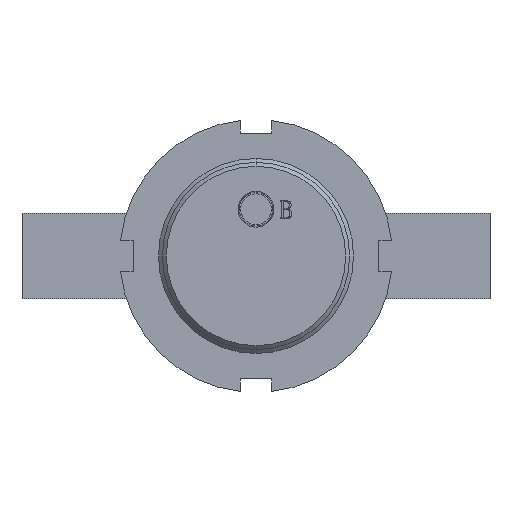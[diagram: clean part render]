
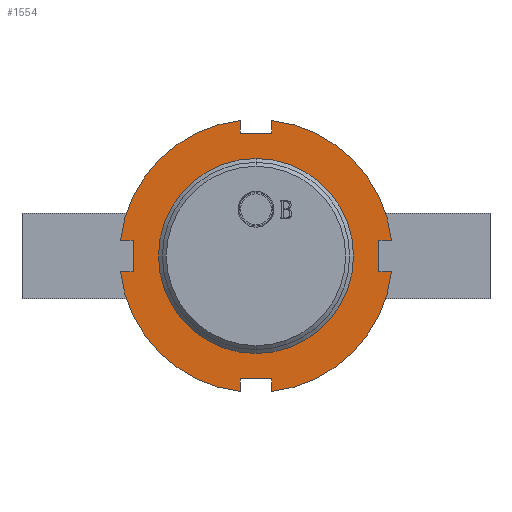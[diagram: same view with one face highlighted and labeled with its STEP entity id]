
A CAD part, front view. The second image highlights one B-rep face of the part: STEP entity #1554.
In plain terms, the highlighted face is planar.
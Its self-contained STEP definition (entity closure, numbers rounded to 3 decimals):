
#416 = CARTESIAN_POINT ( 'NONE',  ( -4., -31.5, 0. ) ) ;
#424 = CARTESIAN_POINT ( 'NONE',  ( 24.25, 0., 0. ) ) ;
#426 = CARTESIAN_POINT ( 'NONE',  ( 4., -34.771, 0. ) ) ;
#431 = CARTESIAN_POINT ( 'NONE',  ( 34.771, 4., 0. ) ) ;
#436 = CARTESIAN_POINT ( 'NONE',  ( 4., -31.5, 0. ) ) ;
#444 = CARTESIAN_POINT ( 'NONE',  ( -31.5, -4., 0. ) ) ;
#445 = CARTESIAN_POINT ( 'NONE',  ( -34.771, -4., 0. ) ) ;
#451 = CARTESIAN_POINT ( 'NONE',  ( 31.5, -4., 0. ) ) ;
#454 = CARTESIAN_POINT ( 'NONE',  ( -4., -34.771, 0. ) ) ;
#459 = CARTESIAN_POINT ( 'NONE',  ( -24.25, 0., 0. ) ) ;
#466 = CARTESIAN_POINT ( 'NONE',  ( -4., 31.5, 0. ) ) ;
#467 = CARTESIAN_POINT ( 'NONE',  ( -34.771, 4., 0. ) ) ;
#477 = CARTESIAN_POINT ( 'NONE',  ( 4., 34.771, 0. ) ) ;
#478 = CARTESIAN_POINT ( 'NONE',  ( 4., 31.5, 0. ) ) ;
#479 = CARTESIAN_POINT ( 'NONE',  ( 31.5, 4., 0. ) ) ;
#483 = CARTESIAN_POINT ( 'NONE',  ( -4., 34.771, 0. ) ) ;
#1188 = FACE_BOUND ( 'NONE', #4463, .T. ) ;
#1198 = FACE_OUTER_BOUND ( 'NONE', #4440, .T. ) ;
#1554 = ADVANCED_FACE ( 'NONE', ( #1198, #1188 ), #6724, .F. ) ;
#1886 = VERTEX_POINT ( 'NONE', #483 ) ;
#1889 = VERTEX_POINT ( 'NONE', #479 ) ;
#1890 = VERTEX_POINT ( 'NONE', #477 ) ;
#1891 = VERTEX_POINT ( 'NONE', #478 ) ;
#1900 = VERTEX_POINT ( 'NONE', #467 ) ;
#1901 = VERTEX_POINT ( 'NONE', #466 ) ;
#1906 = VERTEX_POINT ( 'NONE', #459 ) ;
#1911 = VERTEX_POINT ( 'NONE', #454 ) ;
#1914 = VERTEX_POINT ( 'NONE', #451 ) ;
#1918 = VERTEX_POINT ( 'NONE', #445 ) ;
#1919 = VERTEX_POINT ( 'NONE', #444 ) ;
#1926 = VERTEX_POINT ( 'NONE', #436 ) ;
#1931 = VERTEX_POINT ( 'NONE', #431 ) ;
#1935 = VERTEX_POINT ( 'NONE', #426 ) ;
#1937 = VERTEX_POINT ( 'NONE', #424 ) ;
#1943 = VERTEX_POINT ( 'NONE', #416 ) ;
#1950 = VERTEX_POINT ( 'NONE', #4973 ) ;
#1964 = VERTEX_POINT ( 'NONE', #4886 ) ;
#1988 = ORIENTED_EDGE ( 'NONE', *, *, #5121, .F. ) ;
#1989 = ORIENTED_EDGE ( 'NONE', *, *, #5182, .F. ) ;
#1990 = ORIENTED_EDGE ( 'NONE', *, *, #5119, .F. ) ;
#1991 = ORIENTED_EDGE ( 'NONE', *, *, #5150, .F. ) ;
#1992 = ORIENTED_EDGE ( 'NONE', *, *, #5149, .F. ) ;
#1993 = ORIENTED_EDGE ( 'NONE', *, *, #5144, .F. ) ;
#1994 = ORIENTED_EDGE ( 'NONE', *, *, #5147, .F. ) ;
#1995 = ORIENTED_EDGE ( 'NONE', *, *, #5145, .F. ) ;
#1996 = ORIENTED_EDGE ( 'NONE', *, *, #5142, .F. ) ;
#1997 = ORIENTED_EDGE ( 'NONE', *, *, #5139, .F. ) ;
#1998 = ORIENTED_EDGE ( 'NONE', *, *, #5140, .F. ) ;
#1999 = ORIENTED_EDGE ( 'NONE', *, *, #5137, .F. ) ;
#2000 = ORIENTED_EDGE ( 'NONE', *, *, #5134, .F. ) ;
#2003 = ORIENTED_EDGE ( 'NONE', *, *, #5130, .F. ) ;
#2004 = ORIENTED_EDGE ( 'NONE', *, *, #5173, .T. ) ;
#2005 = ORIENTED_EDGE ( 'NONE', *, *, #5129, .T. ) ;
#2008 = ORIENTED_EDGE ( 'NONE', *, *, #5132, .F. ) ;
#2013 = ORIENTED_EDGE ( 'NONE', *, *, #5135, .F. ) ;
#2764 = AXIS2_PLACEMENT_3D ( 'NONE', #3254, #3247, #3249 ) ;
#2769 = AXIS2_PLACEMENT_3D ( 'NONE', #3056, #3057, #3059 ) ;
#2773 = AXIS2_PLACEMENT_3D ( 'NONE', #3286, #3293, #3294 ) ;
#2777 = AXIS2_PLACEMENT_3D ( 'NONE', #4127, #4126, #4120 ) ;
#2779 = AXIS2_PLACEMENT_3D ( 'NONE', #4148, #4147, #4145 ) ;
#2781 = AXIS2_PLACEMENT_3D ( 'NONE', #4173, #4172, #4171 ) ;
#3045 = DIRECTION ( 'NONE',  ( 0., -1., 0. ) ) ;
#3054 = CARTESIAN_POINT ( 'NONE',  ( 4., 34.771, 0. ) ) ;
#3056 = CARTESIAN_POINT ( 'NONE',  ( 0., 0., 0. ) ) ;
#3057 = DIRECTION ( 'NONE',  ( 0., 0., 1. ) ) ;
#3059 = DIRECTION ( 'NONE',  ( 1., 0., 0. ) ) ;
#3247 = DIRECTION ( 'NONE',  ( 0., 0., 1. ) ) ;
#3249 = DIRECTION ( 'NONE',  ( 1., 0., 0. ) ) ;
#3254 = CARTESIAN_POINT ( 'NONE',  ( 0., 0., 0. ) ) ;
#3262 = CARTESIAN_POINT ( 'NONE',  ( 34.771, 4., 0. ) ) ;
#3286 = CARTESIAN_POINT ( 'NONE',  ( 0., 0., 0. ) ) ;
#3293 = DIRECTION ( 'NONE',  ( 0., 0., 1. ) ) ;
#3294 = DIRECTION ( 'NONE',  ( 1., 0., 0. ) ) ;
#3295 = DIRECTION ( 'NONE',  ( 0., 1., 0. ) ) ;
#3297 = DIRECTION ( 'NONE',  ( 1., 0., 0. ) ) ;
#3298 = CARTESIAN_POINT ( 'NONE',  ( 34.771, -4., 0. ) ) ;
#3299 = CARTESIAN_POINT ( 'NONE',  ( 31.5, 4., 0. ) ) ;
#3300 = DIRECTION ( 'NONE',  ( -1., 0., 0. ) ) ;
#3953 = VECTOR ( 'NONE', #4782, 1000. ) ;
#3957 = LINE ( 'NONE', #4804, #3953 ) ;
#3971 = CIRCLE ( 'NONE', #2764, 24.25 ) ;
#4009 = VECTOR ( 'NONE', #3045, 1000. ) ;
#4012 = CIRCLE ( 'NONE', #2769, 35. ) ;
#4013 = VECTOR ( 'NONE', #3295, 1000. ) ;
#4015 = LINE ( 'NONE', #3299, #4013 ) ;
#4016 = VECTOR ( 'NONE', #3300, 1000. ) ;
#4017 = LINE ( 'NONE', #3054, #4009 ) ;
#4018 = VECTOR ( 'NONE', #3297, 1000. ) ;
#4019 = LINE ( 'NONE', #3298, #4016 ) ;
#4022 = LINE ( 'NONE', #3262, #4018 ) ;
#4023 = CIRCLE ( 'NONE', #2773, 35. ) ;
#4024 = VECTOR ( 'NONE', #4108, 1000. ) ;
#4026 = VECTOR ( 'NONE', #4115, 1000. ) ;
#4027 = LINE ( 'NONE', #4109, #4024 ) ;
#4029 = VECTOR ( 'NONE', #4116, 1000. ) ;
#4030 = LINE ( 'NONE', #4114, #4026 ) ;
#4033 = VECTOR ( 'NONE', #4133, 1000. ) ;
#4034 = LINE ( 'NONE', #4142, #4029 ) ;
#4036 = LINE ( 'NONE', #4128, #4033 ) ;
#4037 = VECTOR ( 'NONE', #4139, 1000. ) ;
#4040 = CIRCLE ( 'NONE', #2777, 35. ) ;
#4041 = VECTOR ( 'NONE', #4152, 1000. ) ;
#4043 = LINE ( 'NONE', #4151, #4037 ) ;
#4045 = LINE ( 'NONE', #4150, #4041 ) ;
#4047 = CIRCLE ( 'NONE', #2779, 24.25 ) ;
#4059 = VECTOR ( 'NONE', #4183, 1000. ) ;
#4060 = CIRCLE ( 'NONE', #2781, 35. ) ;
#4063 = LINE ( 'NONE', #4188, #4059 ) ;
#4108 = DIRECTION ( 'NONE',  ( 1., 0., 0. ) ) ;
#4109 = CARTESIAN_POINT ( 'NONE',  ( 4., -31.5, 0. ) ) ;
#4114 = CARTESIAN_POINT ( 'NONE',  ( 4., -34.771, 0. ) ) ;
#4115 = DIRECTION ( 'NONE',  ( 0., -1., 0. ) ) ;
#4116 = DIRECTION ( 'NONE',  ( 0., 1., 0. ) ) ;
#4120 = DIRECTION ( 'NONE',  ( 1., 0., 0. ) ) ;
#4126 = DIRECTION ( 'NONE',  ( 0., 0., 1. ) ) ;
#4127 = CARTESIAN_POINT ( 'NONE',  ( 0., 0., 0. ) ) ;
#4128 = CARTESIAN_POINT ( 'NONE',  ( -34.771, -4., 0. ) ) ;
#4133 = DIRECTION ( 'NONE',  ( -1., 0., 0. ) ) ;
#4139 = DIRECTION ( 'NONE',  ( 0., -1., 0. ) ) ;
#4142 = CARTESIAN_POINT ( 'NONE',  ( -4., -34.771, 0. ) ) ;
#4145 = DIRECTION ( 'NONE',  ( 1., 0., 0. ) ) ;
#4147 = DIRECTION ( 'NONE',  ( 0., 0., 1. ) ) ;
#4148 = CARTESIAN_POINT ( 'NONE',  ( 0., 0., 0. ) ) ;
#4150 = CARTESIAN_POINT ( 'NONE',  ( -34.771, 4., 0. ) ) ;
#4151 = CARTESIAN_POINT ( 'NONE',  ( -31.5, -4., 0. ) ) ;
#4152 = DIRECTION ( 'NONE',  ( 1., 0., 0. ) ) ;
#4171 = DIRECTION ( 'NONE',  ( 1., 0., 0. ) ) ;
#4172 = DIRECTION ( 'NONE',  ( 0., 0., 1. ) ) ;
#4173 = CARTESIAN_POINT ( 'NONE',  ( 0., 0., 0. ) ) ;
#4183 = DIRECTION ( 'NONE',  ( -1., 0., 0. ) ) ;
#4188 = CARTESIAN_POINT ( 'NONE',  ( -4., 31.5, 0. ) ) ;
#4440 = EDGE_LOOP ( 'NONE', ( #1988, #1989, #1990, #1991, #1992, #1993, #1994, #1995, #1996, #1997, #1998, #1999, #2000, #2013, #2008, #2003 ) ) ;
#4463 = EDGE_LOOP ( 'NONE', ( #2004, #2005 ) ) ;
#4782 = DIRECTION ( 'NONE',  ( 0., 1., 0. ) ) ;
#4804 = CARTESIAN_POINT ( 'NONE',  ( -4., 34.771, 0. ) ) ;
#4886 = CARTESIAN_POINT ( 'NONE',  ( -31.5, 4., 0. ) ) ;
#4973 = CARTESIAN_POINT ( 'NONE',  ( 34.771, -4., 0. ) ) ;
#5037 = AXIS2_PLACEMENT_3D ( 'NONE', #6722, #6717, #6716 ) ;
#5119 = EDGE_CURVE ( 'NONE', #1891, #1901, #4063, .T. ) ;
#5121 = EDGE_CURVE ( 'NONE', #1886, #1900, #4060, .T. ) ;
#5129 = EDGE_CURVE ( 'NONE', #1937, #1906, #4047, .T. ) ;
#5130 = EDGE_CURVE ( 'NONE', #1900, #1964, #4045, .T. ) ;
#5132 = EDGE_CURVE ( 'NONE', #1964, #1919, #4043, .T. ) ;
#5134 = EDGE_CURVE ( 'NONE', #1918, #1911, #4040, .T. ) ;
#5135 = EDGE_CURVE ( 'NONE', #1919, #1918, #4036, .T. ) ;
#5137 = EDGE_CURVE ( 'NONE', #1911, #1943, #4034, .T. ) ;
#5139 = EDGE_CURVE ( 'NONE', #1926, #1935, #4030, .T. ) ;
#5140 = EDGE_CURVE ( 'NONE', #1943, #1926, #4027, .T. ) ;
#5142 = EDGE_CURVE ( 'NONE', #1935, #1950, #4023, .T. ) ;
#5144 = EDGE_CURVE ( 'NONE', #1889, #1931, #4022, .T. ) ;
#5145 = EDGE_CURVE ( 'NONE', #1950, #1914, #4019, .T. ) ;
#5147 = EDGE_CURVE ( 'NONE', #1914, #1889, #4015, .T. ) ;
#5149 = EDGE_CURVE ( 'NONE', #1931, #1890, #4012, .T. ) ;
#5150 = EDGE_CURVE ( 'NONE', #1890, #1891, #4017, .T. ) ;
#5173 = EDGE_CURVE ( 'NONE', #1906, #1937, #3971, .T. ) ;
#5182 = EDGE_CURVE ( 'NONE', #1901, #1886, #3957, .T. ) ;
#6716 = DIRECTION ( 'NONE',  ( 1., 0., 0. ) ) ;
#6717 = DIRECTION ( 'NONE',  ( 0., 0., 1. ) ) ;
#6722 = CARTESIAN_POINT ( 'NONE',  ( 0., 0., 0. ) ) ;
#6724 = PLANE ( 'NONE',  #5037 ) ;
